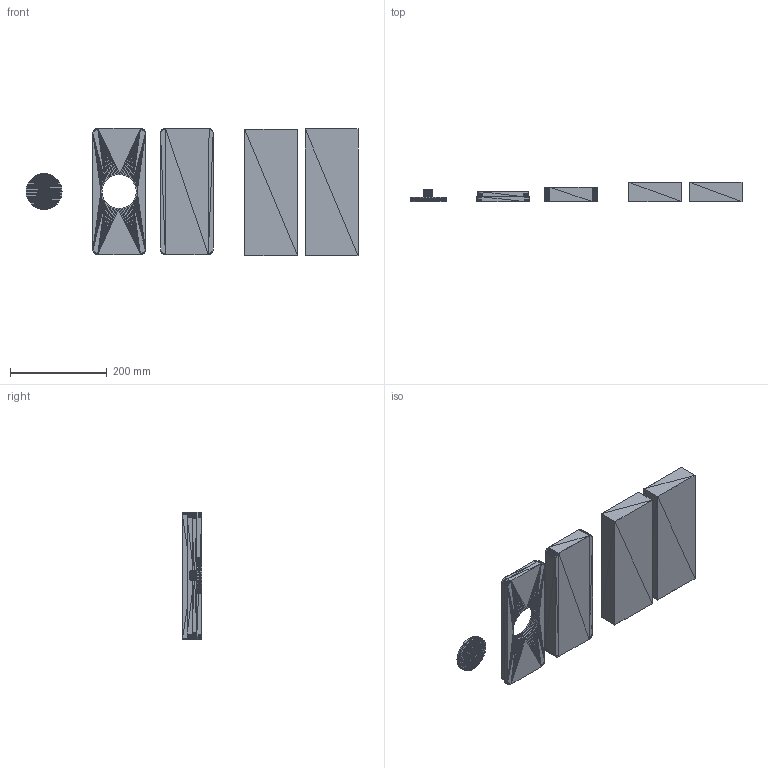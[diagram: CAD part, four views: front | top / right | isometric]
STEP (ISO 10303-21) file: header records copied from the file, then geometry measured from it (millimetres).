
FILE_DESCRIPTION(('STEP AP214'),'1');
FILE_NAME('result.stp','2026-01-20T19:50:58',(' '),(' '),'Spatial InterOp 3D',' ',' ');
FILE_SCHEMA(('automotive_design'));
Length unit declared in the file: metre
Products named in the file (1): Root
Bounding box: 685.3 x 40 x 263.3 mm (x, y, z)
Surface area: 415432.6 mm2 (no closed solid volume)
Topology: 0 solids, 2684 shells, 2684 faces, 8052 edges, 1350 vertices
Faces by surface type: plane 2684
Entity records: 83244 total; most frequent: DIRECTION 13422, ORIENTED_EDGE 8052, EDGE_CURVE 8052, LINE 8052, VECTOR 8052, AXIS2_PLACEMENT_3D 2685, STYLED_ITEM 2684, PRESENTATION_STYLE_ASSIGNMENT 2684
